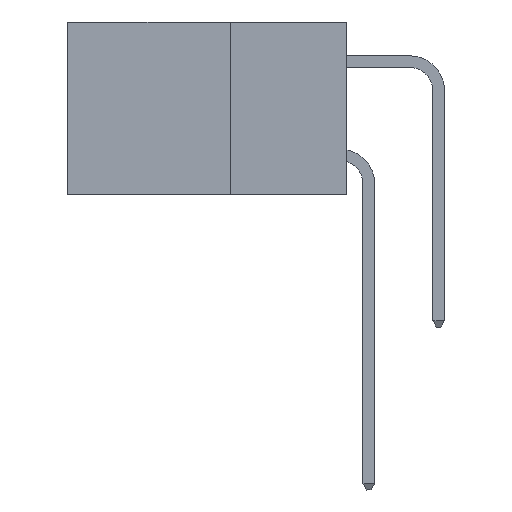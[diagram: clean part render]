
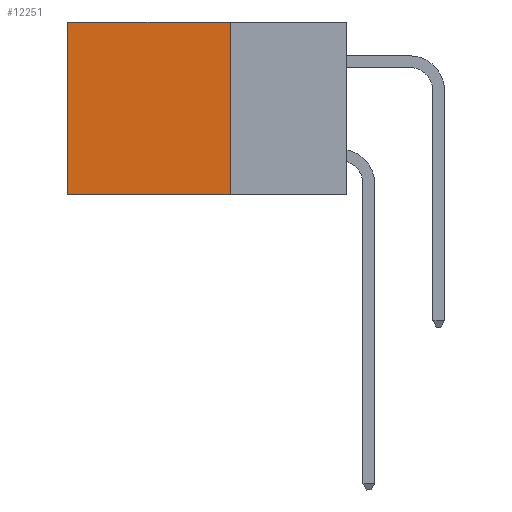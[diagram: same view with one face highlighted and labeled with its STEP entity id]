
A CAD part, left-side view. The second image highlights one B-rep face of the part: STEP entity #12251.
In plain terms, the highlighted planar face has unit normal (-1, 0, 0).
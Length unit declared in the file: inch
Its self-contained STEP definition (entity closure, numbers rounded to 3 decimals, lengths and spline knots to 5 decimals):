
#602 = VECTOR ( 'NONE', #1524, 39.37008 ) ;
#1215 = DIRECTION ( 'NONE',  ( 0., 0., -1. ) ) ;
#1524 = DIRECTION ( 'NONE',  ( 0., 1., 0. ) ) ;
#2304 = VERTEX_POINT ( 'NONE', #4878 ) ;
#3108 = CARTESIAN_POINT ( 'NONE',  ( 0.2875, 0.25, 0. ) ) ;
#3124 = DIRECTION ( 'NONE',  ( 0., 0., -1. ) ) ;
#3694 = DIRECTION ( 'NONE',  ( 0., 0., -1. ) ) ;
#3868 = EDGE_CURVE ( 'NONE', #11857, #16907, #7934, .T. ) ;
#4096 = ORIENTED_EDGE ( 'NONE', *, *, #10883, .F. ) ;
#4317 = LINE ( 'NONE', #14569, #14447 ) ;
#4878 = CARTESIAN_POINT ( 'NONE',  ( 0.2875, 0.25, 0. ) ) ;
#5288 = DIRECTION ( 'NONE',  ( 1., 0., 0. ) ) ;
#5434 = VECTOR ( 'NONE', #3694, 39.37008 ) ;
#7195 = ORIENTED_EDGE ( 'NONE', *, *, #7548, .T. ) ;
#7402 = CARTESIAN_POINT ( 'NONE',  ( 0.2875, 0.6, 0. ) ) ;
#7548 = EDGE_CURVE ( 'NONE', #2304, #11857, #14938, .T. ) ;
#7934 = LINE ( 'NONE', #14210, #5434 ) ;
#9204 = CARTESIAN_POINT ( 'NONE',  ( 0.2875, 0.6, -0.37 ) ) ;
#10883 = EDGE_CURVE ( 'NONE', #2304, #12570, #4317, .T. ) ;
#11027 = PLANE ( 'NONE',  #12624 ) ;
#11535 = ORIENTED_EDGE ( 'NONE', *, *, #3868, .T. ) ;
#11606 = EDGE_LOOP ( 'NONE', ( #11535, #12264, #4096, #7195 ) ) ;
#11626 = EDGE_CURVE ( 'NONE', #12570, #16907, #13588, .T. ) ;
#11653 = CARTESIAN_POINT ( 'NONE',  ( 0.2875, 0.25, -0.37 ) ) ;
#11857 = VERTEX_POINT ( 'NONE', #7402 ) ;
#11912 = FACE_OUTER_BOUND ( 'NONE', #11606, .T. ) ;
#12251 = ADVANCED_FACE ( 'NONE', ( #11912 ), #11027, .F. ) ;
#12264 = ORIENTED_EDGE ( 'NONE', *, *, #11626, .F. ) ;
#12570 = VERTEX_POINT ( 'NONE', #11653 ) ;
#12624 = AXIS2_PLACEMENT_3D ( 'NONE', #3108, #5288, #3124 ) ;
#12653 = DIRECTION ( 'NONE',  ( 0., 1., 0. ) ) ;
#12832 = CARTESIAN_POINT ( 'NONE',  ( 0.2875, 0.25, 0. ) ) ;
#13588 = LINE ( 'NONE', #14712, #602 ) ;
#14210 = CARTESIAN_POINT ( 'NONE',  ( 0.2875, 0.6, 0. ) ) ;
#14447 = VECTOR ( 'NONE', #1215, 39.37008 ) ;
#14569 = CARTESIAN_POINT ( 'NONE',  ( 0.2875, 0.25, 0. ) ) ;
#14712 = CARTESIAN_POINT ( 'NONE',  ( 0.2875, 0.25, -0.37 ) ) ;
#14938 = LINE ( 'NONE', #12832, #16595 ) ;
#16595 = VECTOR ( 'NONE', #12653, 39.37008 ) ;
#16907 = VERTEX_POINT ( 'NONE', #9204 ) ;
